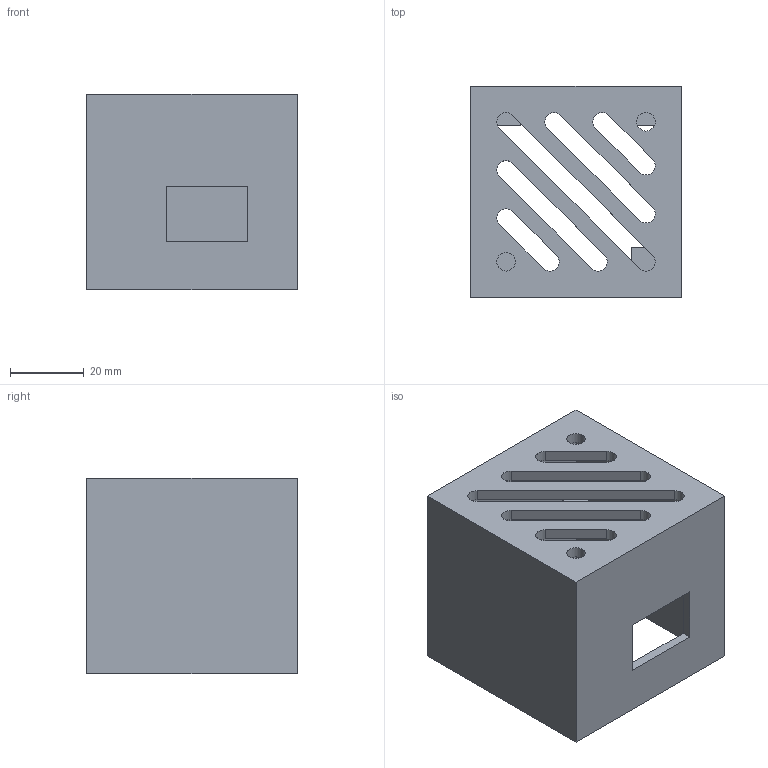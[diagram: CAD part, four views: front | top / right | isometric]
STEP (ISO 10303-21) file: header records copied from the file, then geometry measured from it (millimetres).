
FILE_DESCRIPTION(('STEP AP214'), '1');
FILE_NAME('Êîðîáî÷êà', '', ('UNSPECIFIED'), ('UNSPECIFIED'), 'C3D Converter', 'C3D Toolkit', '');
FILE_SCHEMA(('AUTOMOTIVE_DESIGN { 1 0 10303 214 3 1 1}'));
Length unit declared in the file: millimetre
Bounding box: 57 x 57 x 53 mm (x, y, z)
Volume: 34402.9 mm3; surface area: 28668.4 mm2
Topology: 1 solids, 1 shells, 56 faces, 161 edges, 107 vertices
Faces by surface type: plane 44, cylinder 12
Full cylindrical faces by diameter (mm): 5 x2
Entity records: 1887 total; most frequent: CARTESIAN_POINT 323, ORIENTED_EDGE 318, DIRECTION 297, EDGE_CURVE 159, LINE 135, VECTOR 135, VERTEX_POINT 107, AXIS2_PLACEMENT_3D 81
